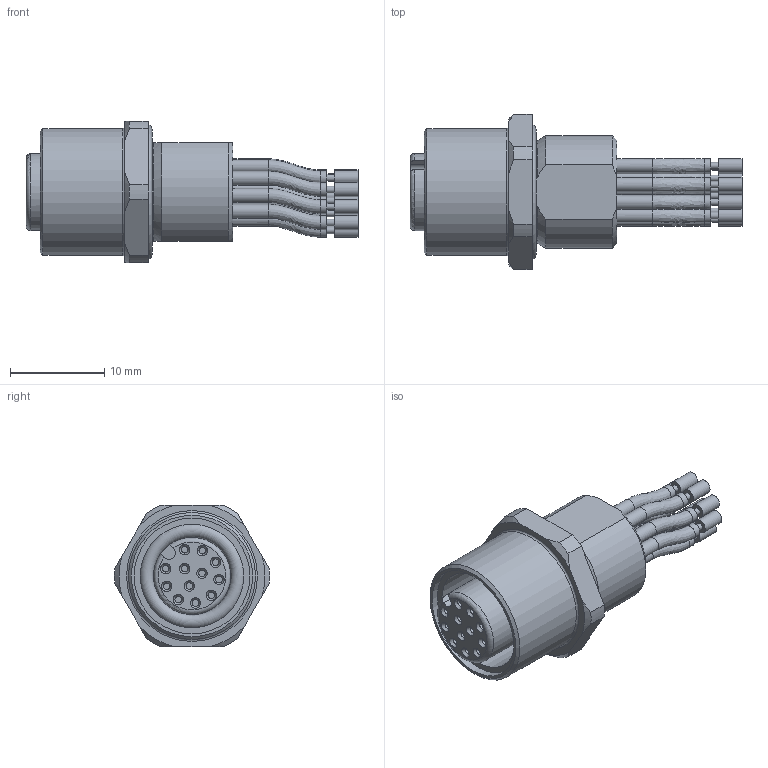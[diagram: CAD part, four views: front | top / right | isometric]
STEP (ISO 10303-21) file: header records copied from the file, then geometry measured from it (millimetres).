
FILE_DESCRIPTION(/* description */ (''),/* implementation_level */ '2;1');
FILE_NAME(/* name */ 'AL-FVM12KUA12-m_M12.stp',/* time_stamp */ '2017-08-28T15:15:36+02:00',/* author */ (''),/* organization */ (''),/* preprocessor_version */ 'ST-DEVELOPER v16',/* originating_system */ 'SIEMENS PLM Software NX 10.0',/* authorisation */ '');
FILE_SCHEMA (('AUTOMOTIVE_DESIGN { 1 0 10303 214 3 1 1 1 }'));
Length unit declared in the file: millimetre
Products named in the file (1): k.ka105C7898dv3g
Bounding box: 35.3 x 16.49 x 15 mm (x, y, z)
Volume: 2754.5 mm3; surface area: 2812.4 mm2
Topology: 1 solids, 3 shells, 197 faces, 427 edges, 287 vertices
Faces by surface type: cylinder 79, plane 70, cone 25, bspline 12, torus 11
Full cylindrical faces by diameter (mm): 0.7 x24, 1.5 x36, 11 x2, 12.01 x2, 12.3 x1, 13.5 x1
Entity records: 5260 total; most frequent: CARTESIAN_POINT 1578, DIRECTION 806, ORIENTED_EDGE 544, AXIS2_PLACEMENT_3D 380, EDGE_LOOP 354, FACE_BOUND 291, EDGE_CURVE 272, VERTEX_POINT 232
